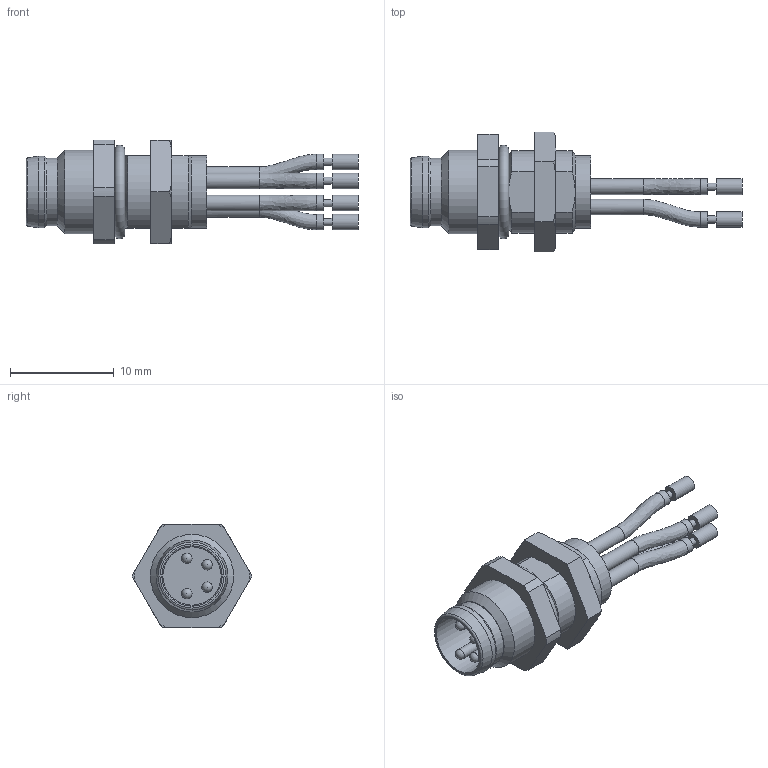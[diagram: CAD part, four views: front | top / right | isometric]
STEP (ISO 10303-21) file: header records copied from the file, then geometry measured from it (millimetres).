
FILE_DESCRIPTION(/* description */ (''),/* implementation_level */ '2;1');
FILE_NAME(/* name */ '5020962___Flanschstecker_assy_143702.stp',/* time_stamp */ '2016-11-22T10:22:01+01:00',/* author */ (''),/* organization */ (''),/* preprocessor_version */ 'ST-DEVELOPER v16',/* originating_system */ 'SIEMENS PLM Software NX 10.0',/* authorisation */ '');
FILE_SCHEMA (('AUTOMOTIVE_DESIGN { 1 0 10303 214 3 1 1 1 }'));
Length unit declared in the file: millimetre
Products named in the file (1): osen0514B6C1161x
Bounding box: 31.95 x 11.55 x 10 mm (x, y, z)
Volume: 922.6 mm3; surface area: 1218.4 mm2
Topology: 2 solids, 2 shells, 98 faces, 231 edges, 149 vertices
Faces by surface type: cylinder 39, plane 34, torus 10, cone 7, sphere 4, bspline 4
Full cylindrical faces by diameter (mm): 0.7 x4, 1 x4, 1.5 x12, 5.8 x1, 6.5 x1, 6.6 x1, 6.9 x1, 7 x2, 8 x1
Entity records: 2738 total; most frequent: CARTESIAN_POINT 752, DIRECTION 410, ORIENTED_EDGE 332, AXIS2_PLACEMENT_3D 177, EDGE_CURVE 166, EDGE_LOOP 156, VERTEX_POINT 127, FACE_BOUND 113
